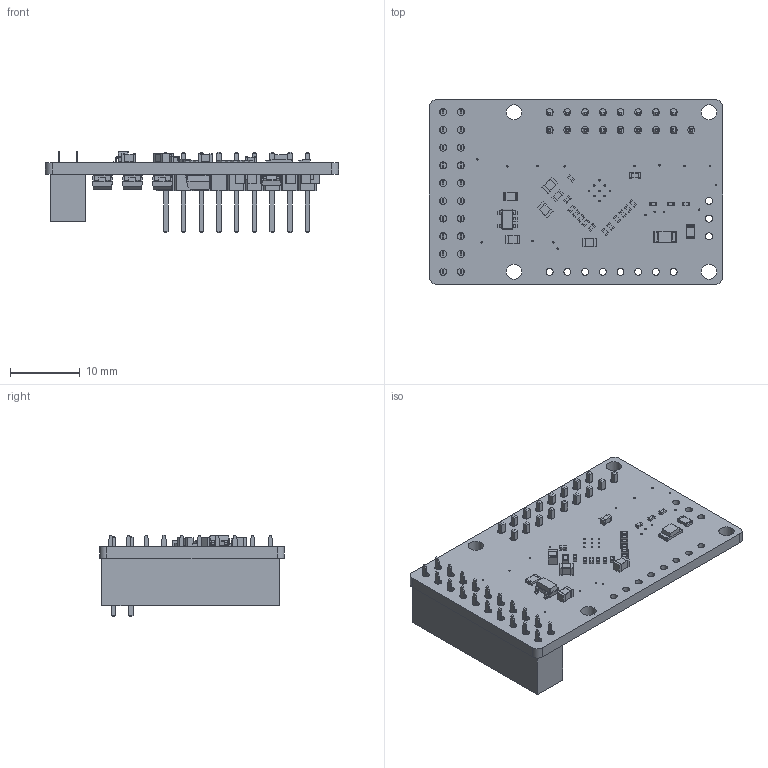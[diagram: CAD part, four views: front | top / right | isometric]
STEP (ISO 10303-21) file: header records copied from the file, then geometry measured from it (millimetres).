
FILE_DESCRIPTION(('KiCad electronic assembly'),'2;1');
FILE_NAME('tlv320aic3105_audio_board50_nogpio.step', '2024-04-03T06:11:29',('Pcbnew'),('Kicad'), 'Open CASCADE STEP processor 7.7','KiCad to STEP converter','Unknown' );
FILE_SCHEMA(('AUTOMOTIVE_DESIGN { 1 0 10303 214 1 1 1 1 }'));
Length unit declared in the file: millimetre
Products named in the file (24): tlv320aic3105_audio_board50_nogpio 1; R_0402_1005Metric; PinHeader_1x08_P2.54mm_Vertical; PinHeader_1x08_P254mm_Vertical; PinHeader_1x09_P2.54mm_Vertical; PinHeader_1x09_P254mm_Vertical; PinSocket_2x10_P2.54mm_Vertical; PinSocket_2x10_P254mm_Vertical; C_0805_2012Metric; C_0402_1005Metric; SOT-23-5; SOT_23_5; R_0805_2012Metric; C_0603_1608Metric; LED_1206_3216Metric; CP_EIA-3528-21_Kemet-B; CP_EIA_3528_21_Kemet_B; _autosave-tac5212_audio_board_single_ended_PCB
Assembly tree (65 placements, depth 3):
  tlv320aic3105_audio_board50_nogpio 1
    R_0402_1005Metric  x13
      R_0402_1005Metric
    PinHeader_1x08_P2.54mm_Vertical
      PinHeader_1x08_P254mm_Vertical
    PinHeader_1x09_P2.54mm_Vertical
      PinHeader_1x09_P254mm_Vertical
    PinSocket_2x10_P2.54mm_Vertical
      PinSocket_2x10_P254mm_Vertical
    C_0805_2012Metric  x15
      C_0805_2012Metric
    C_0402_1005Metric  x3
      C_0402_1005Metric
    SOT-23-5  x2
      SOT_23_5
    R_0805_2012Metric  x6
      R_0805_2012Metric
    C_0603_1608Metric  x6
      C_0603_1608Metric
    LED_1206_3216Metric
      LED_1206_3216Metric
    CP_EIA-3528-21_Kemet-B  x4
      CP_EIA_3528_21_Kemet_B
    _autosave-tac5212_audio_board_single_ended_PCB
Bounding box: 42 x 26.46 x 11.64 mm (x, y, z)
Volume: 3022.7 mm3; surface area: 5184.3 mm2
Topology: 54 solids, 54 shells, 2764 faces, 7091 edges, 4582 vertices
Faces by surface type: plane 2080, cylinder 590, bspline 94
Full cylindrical faces by diameter (mm): 0.2 x26, 1 x48, 2.2 x4
Entity records: 55485 total; most frequent: CARTESIAN_POINT 9010, ORIENTED_EDGE 7536, DIRECTION 7056, EDGE_CURVE 3768, LINE 3376, VECTOR 3376, VERTEX_POINT 2416, AXIS2_PLACEMENT_3D 1840
